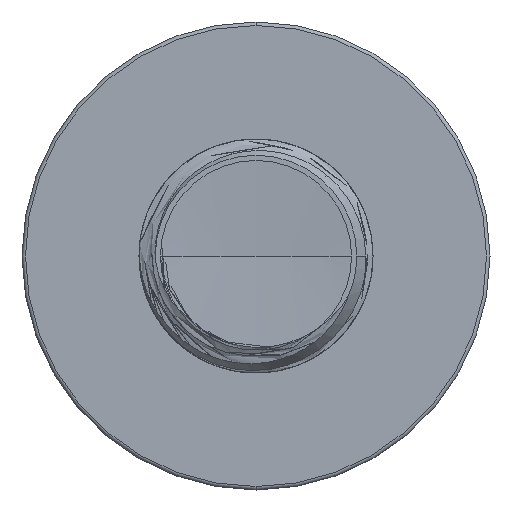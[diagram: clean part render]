
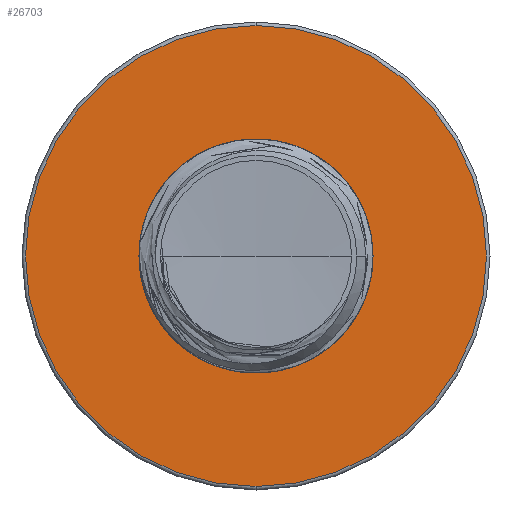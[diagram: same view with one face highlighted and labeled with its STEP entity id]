
A CAD part, front view. The second image highlights one B-rep face of the part: STEP entity #26703.
In plain terms, the highlighted planar face has unit normal (0, -1, 0).
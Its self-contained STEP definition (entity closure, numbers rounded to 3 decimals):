
#851 = FACE_BOUND ( 'NONE', #1190, .T. ) ;
#882 = CIRCLE ( 'NONE', #3453, 1.203 ) ;
#1190 = EDGE_LOOP ( 'NONE', ( #9006, #21020 ) ) ;
#1863 = EDGE_CURVE ( 'NONE', #9102, #23748, #2143, .T. ) ;
#2143 = CIRCLE ( 'NONE', #10739, 1.203 ) ;
#3453 = AXIS2_PLACEMENT_3D ( 'NONE', #8816, #24602, #11152 ) ;
#3953 = CARTESIAN_POINT ( 'NONE',  ( 0., 5., 1.203 ) ) ;
#4477 = CARTESIAN_POINT ( 'NONE',  ( 0., 5., 1.203 ) ) ;
#5696 = CARTESIAN_POINT ( 'NONE',  ( 0., 5., 0. ) ) ;
#7243 = VERTEX_POINT ( 'NONE', #12522 ) ;
#7836 = VERTEX_POINT ( 'NONE', #12585 ) ;
#8141 = DIRECTION ( 'NONE',  ( 0., 0., -1. ) ) ;
#8816 = CARTESIAN_POINT ( 'NONE',  ( 0., 5., 0. ) ) ;
#9006 = ORIENTED_EDGE ( 'NONE', *, *, #23299, .F. ) ;
#9102 = VERTEX_POINT ( 'NONE', #3953 ) ;
#10739 = AXIS2_PLACEMENT_3D ( 'NONE', #13115, #13048, #13416 ) ;
#10912 = DIRECTION ( 'NONE',  ( 0., -1., 0. ) ) ;
#11028 = CARTESIAN_POINT ( 'NONE',  ( 0., 5., -1.203 ) ) ;
#11152 = DIRECTION ( 'NONE',  ( 0., 0., -1. ) ) ;
#11658 = DIRECTION ( 'NONE',  ( 0., 0., -1. ) ) ;
#11683 = CIRCLE ( 'NONE', #28121, 2.462 ) ;
#12037 = CIRCLE ( 'NONE', #25629, 2.462 ) ;
#12522 = CARTESIAN_POINT ( 'NONE',  ( 0., 5., 2.462 ) ) ;
#12585 = CARTESIAN_POINT ( 'NONE',  ( 0., 5., -2.462 ) ) ;
#13048 = DIRECTION ( 'NONE',  ( 0., -1., 0. ) ) ;
#13115 = CARTESIAN_POINT ( 'NONE',  ( 0., 5., 0. ) ) ;
#13405 = FACE_OUTER_BOUND ( 'NONE', #23145, .T. ) ;
#13416 = DIRECTION ( 'NONE',  ( 0., 0., -1. ) ) ;
#15031 = EDGE_CURVE ( 'NONE', #7836, #7243, #12037, .T. ) ;
#18402 = PLANE ( 'NONE',  #27726 ) ;
#20361 = ORIENTED_EDGE ( 'NONE', *, *, #28849, .T. ) ;
#21020 = ORIENTED_EDGE ( 'NONE', *, *, #1863, .F. ) ;
#21730 = DIRECTION ( 'NONE',  ( 0., -1., 0. ) ) ;
#23145 = EDGE_LOOP ( 'NONE', ( #25554, #20361 ) ) ;
#23299 = EDGE_CURVE ( 'NONE', #23748, #9102, #882, .T. ) ;
#23748 = VERTEX_POINT ( 'NONE', #11028 ) ;
#24354 = CARTESIAN_POINT ( 'NONE',  ( 0., 5., 0. ) ) ;
#24602 = DIRECTION ( 'NONE',  ( 0., -1., 0. ) ) ;
#25094 = DIRECTION ( 'NONE',  ( 0., -1., 0. ) ) ;
#25554 = ORIENTED_EDGE ( 'NONE', *, *, #15031, .T. ) ;
#25629 = AXIS2_PLACEMENT_3D ( 'NONE', #5696, #21730, #8141 ) ;
#26587 = DIRECTION ( 'NONE',  ( 0., 0., -1. ) ) ;
#26703 = ADVANCED_FACE ( 'NONE', ( #13405, #851 ), #18402, .T. ) ;
#27726 = AXIS2_PLACEMENT_3D ( 'NONE', #4477, #25094, #11658 ) ;
#28121 = AXIS2_PLACEMENT_3D ( 'NONE', #24354, #10912, #26587 ) ;
#28849 = EDGE_CURVE ( 'NONE', #7243, #7836, #11683, .T. ) ;
